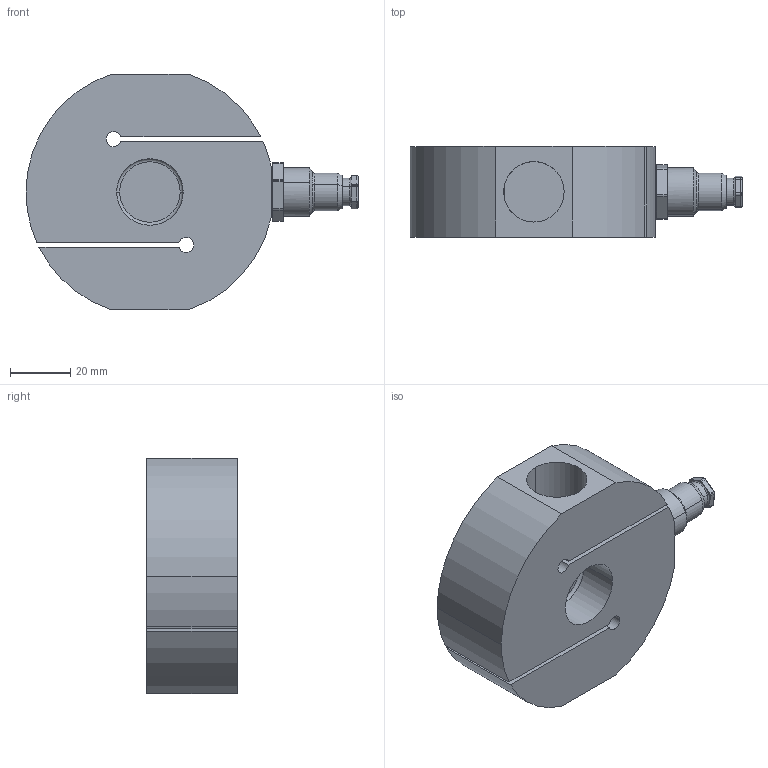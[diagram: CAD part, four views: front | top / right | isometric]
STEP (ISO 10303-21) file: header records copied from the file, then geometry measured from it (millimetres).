
FILE_DESCRIPTION(('STEP AP214'),'1');
FILE_NAME('CTL 2500 kg.stp','2018-01-12T10:54:40',(' '),(' '),'Spatial InterOp 3D',' ',' ');
FILE_SCHEMA(('AUTOMOTIVE_DESIGN { 1 0 10303 214 1 1 1 1 }'));
Length unit declared in the file: metre
Products named in the file (3): CTL 2500 kg; corpo; pressacavo ¼ GAS
Assembly tree (2 placements, depth 2):
  CTL 2500 kg
    corpo
    pressacavo ¼ GAS
Bounding box: 109.87 x 30 x 78 mm (x, y, z)
Volume: 129367 mm3; surface area: 29648.8 mm2
Topology: 2 solids, 2 shells, 106 faces, 257 edges, 162 vertices
Faces by surface type: cylinder 54, plane 32, torus 16, cone 2, bspline 2
Entity records: 4247 total; most frequent: CARTESIAN_POINT 724, DIRECTION 599, ORIENTED_EDGE 514, EDGE_CURVE 257, AXIS2_PLACEMENT_3D 241, VERTEX_POINT 162, CIRCLE 134, EDGE_LOOP 117
